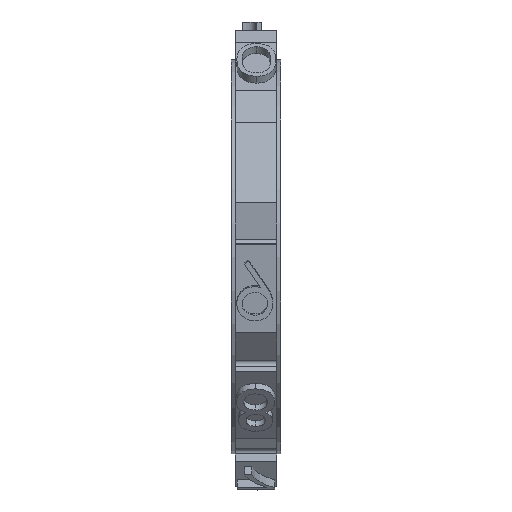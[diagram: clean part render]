
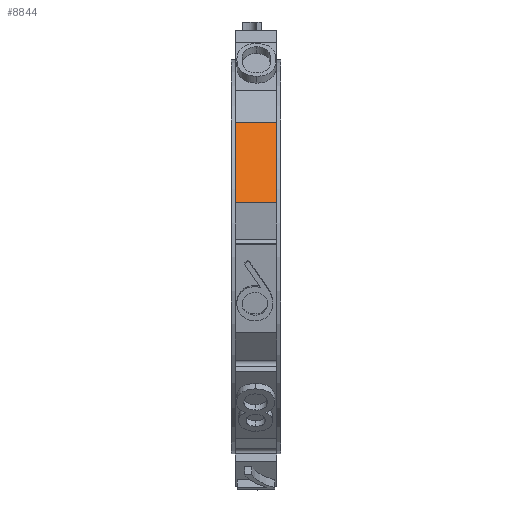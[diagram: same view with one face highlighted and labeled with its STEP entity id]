
A CAD part, left-side view. The second image highlights one B-rep face of the part: STEP entity #8844.
In plain terms, the highlighted planar face has unit normal (-0.91, 0, 0.415).
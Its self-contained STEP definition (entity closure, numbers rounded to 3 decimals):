
#262 = PLANE ( 'NONE',  #7380 ) ;
#266 = FACE_OUTER_BOUND ( 'NONE', #8592, .T. ) ;
#314 = DIRECTION ( 'NONE',  ( 0.91, 0., -0.415 ) ) ;
#366 = CARTESIAN_POINT ( 'NONE',  ( -14.236, 3., 2.047 ) ) ;
#378 = DIRECTION ( 'NONE',  ( -0.415, 0., -0.91 ) ) ;
#1436 = VECTOR ( 'NONE', #6881, 1000. ) ;
#1956 = CARTESIAN_POINT ( 'NONE',  ( -13.675, 0.25, 3.275 ) ) ;
#1974 = CARTESIAN_POINT ( 'NONE',  ( -11.423, 2.75, 8.207 ) ) ;
#1977 = CARTESIAN_POINT ( 'NONE',  ( -11.423, 0.25, 8.207 ) ) ;
#1979 = CARTESIAN_POINT ( 'NONE',  ( -13.675, 2.75, 3.275 ) ) ;
#2425 = VECTOR ( 'NONE', #5639, 1000. ) ;
#2429 = VECTOR ( 'NONE', #7085, 1000. ) ;
#2452 = VECTOR ( 'NONE', #7077, 1000. ) ;
#5580 = LINE ( 'NONE', #5636, #2425 ) ;
#5636 = CARTESIAN_POINT ( 'NONE',  ( -14.236, 2.75, 2.047 ) ) ;
#5639 = DIRECTION ( 'NONE',  ( 0.415, 0., 0.91 ) ) ;
#6861 = CARTESIAN_POINT ( 'NONE',  ( -14.236, 0.25, 2.047 ) ) ;
#6878 = LINE ( 'NONE', #6861, #1436 ) ;
#6881 = DIRECTION ( 'NONE',  ( -0.415, 0., -0.91 ) ) ;
#7061 = CARTESIAN_POINT ( 'NONE',  ( -11.423, 0., 8.207 ) ) ;
#7067 = CARTESIAN_POINT ( 'NONE',  ( -13.675, 0., 3.275 ) ) ;
#7075 = LINE ( 'NONE', #7061, #2429 ) ;
#7077 = DIRECTION ( 'NONE',  ( 0., 1., 0. ) ) ;
#7085 = DIRECTION ( 'NONE',  ( 0., 1., 0. ) ) ;
#7100 = LINE ( 'NONE', #7067, #2452 ) ;
#7380 = AXIS2_PLACEMENT_3D ( 'NONE', #366, #314, #378 ) ;
#7411 = EDGE_CURVE ( 'NONE', #11476, #11451, #5580, .T. ) ;
#7445 = EDGE_CURVE ( 'NONE', #11438, #11451, #7075, .T. ) ;
#7446 = EDGE_CURVE ( 'NONE', #11484, #11476, #7100, .T. ) ;
#7505 = EDGE_CURVE ( 'NONE', #11438, #11484, #6878, .T. ) ;
#8592 = EDGE_LOOP ( 'NONE', ( #11001, #11036, #11033, #11023 ) ) ;
#8844 = ADVANCED_FACE ( 'NONE', ( #266 ), #262, .F. ) ;
#11001 = ORIENTED_EDGE ( 'NONE', *, *, #7411, .F. ) ;
#11023 = ORIENTED_EDGE ( 'NONE', *, *, #7445, .T. ) ;
#11033 = ORIENTED_EDGE ( 'NONE', *, *, #7505, .F. ) ;
#11036 = ORIENTED_EDGE ( 'NONE', *, *, #7446, .F. ) ;
#11438 = VERTEX_POINT ( 'NONE', #1977 ) ;
#11451 = VERTEX_POINT ( 'NONE', #1974 ) ;
#11476 = VERTEX_POINT ( 'NONE', #1979 ) ;
#11484 = VERTEX_POINT ( 'NONE', #1956 ) ;
